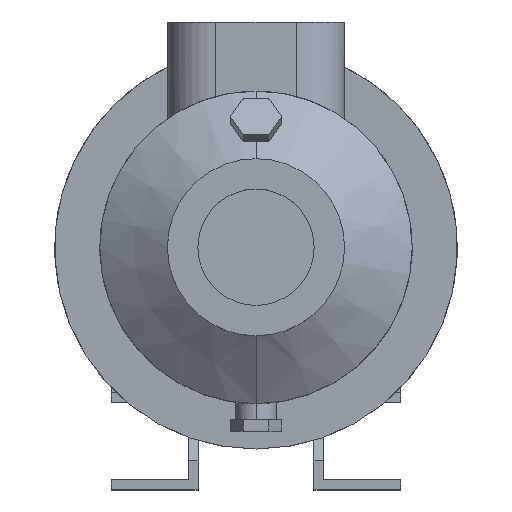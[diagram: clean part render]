
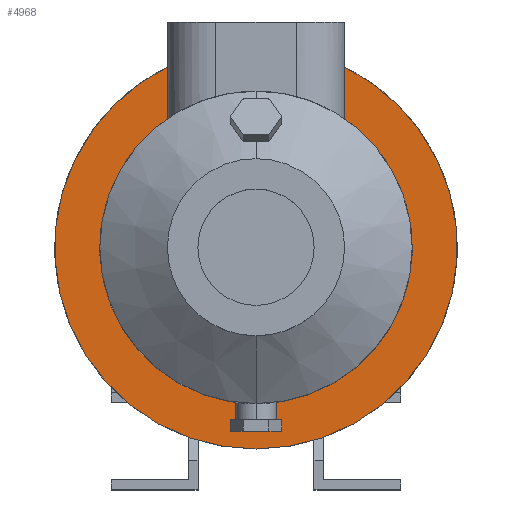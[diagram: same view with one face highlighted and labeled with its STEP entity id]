
A CAD part, top view. The second image highlights one B-rep face of the part: STEP entity #4968.
In plain terms, the highlighted planar face has unit normal (0, 0, 1).
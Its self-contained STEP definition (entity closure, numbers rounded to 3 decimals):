
#55 = DIRECTION ( 'NONE',  ( 0., 1., 0. ) ) ;
#93 = CIRCLE ( 'NONE', #6945, 97. ) ;
#278 = EDGE_CURVE ( 'NONE', #2462, #6243, #3568, .T. ) ;
#477 = CARTESIAN_POINT ( 'NONE',  ( 0., 0., -43. ) ) ;
#578 = CIRCLE ( 'NONE', #8598, 125. ) ;
#793 = VERTEX_POINT ( 'NONE', #3238 ) ;
#884 = VECTOR ( 'NONE', #8420, 1000. ) ;
#978 = CARTESIAN_POINT ( 'NONE',  ( 55., -125.002, -43. ) ) ;
#1486 = CARTESIAN_POINT ( 'NONE',  ( 0., 97., -43. ) ) ;
#1501 = CARTESIAN_POINT ( 'NONE',  ( 0., -97., -43. ) ) ;
#1722 = VERTEX_POINT ( 'NONE', #9095 ) ;
#1819 = AXIS2_PLACEMENT_3D ( 'NONE', #5616, #7389, #10203 ) ;
#2462 = VERTEX_POINT ( 'NONE', #9292 ) ;
#2658 = PLANE ( 'NONE',  #9110 ) ;
#2822 = VECTOR ( 'NONE', #55, 1000. ) ;
#3221 = CARTESIAN_POINT ( 'NONE',  ( 0., 0., -43. ) ) ;
#3238 = CARTESIAN_POINT ( 'NONE',  ( 0., -125., -43. ) ) ;
#3339 = EDGE_CURVE ( 'NONE', #2462, #1722, #11330, .T. ) ;
#3538 = DIRECTION ( 'NONE',  ( 0., 1., 0. ) ) ;
#3568 = CIRCLE ( 'NONE', #8652, 97. ) ;
#3674 = ORIENTED_EDGE ( 'NONE', *, *, #4619, .T. ) ;
#3821 = ORIENTED_EDGE ( 'NONE', *, *, #5879, .T. ) ;
#3829 = CARTESIAN_POINT ( 'NONE',  ( -55., -125.002, -43. ) ) ;
#3863 = EDGE_LOOP ( 'NONE', ( #3873, #7660, #7940, #3821, #3674, #10303 ) ) ;
#3873 = ORIENTED_EDGE ( 'NONE', *, *, #11767, .F. ) ;
#4619 = EDGE_CURVE ( 'NONE', #9896, #4671, #4691, .T. ) ;
#4671 = VERTEX_POINT ( 'NONE', #10440 ) ;
#4691 = LINE ( 'NONE', #3829, #884 ) ;
#4968 = ADVANCED_FACE ( 'NONE', ( #8175 ), #2658, .T. ) ;
#5218 = DIRECTION ( 'NONE',  ( 0., 0., -1. ) ) ;
#5616 = CARTESIAN_POINT ( 'NONE',  ( 0., 0., -43. ) ) ;
#5879 = EDGE_CURVE ( 'NONE', #6243, #9896, #93, .T. ) ;
#6243 = VERTEX_POINT ( 'NONE', #1501 ) ;
#6945 = AXIS2_PLACEMENT_3D ( 'NONE', #10282, #11015, #3538 ) ;
#7108 = DIRECTION ( 'NONE',  ( 0., 1., 0. ) ) ;
#7113 = CIRCLE ( 'NONE', #1819, 125. ) ;
#7389 = DIRECTION ( 'NONE',  ( 0., 0., -1. ) ) ;
#7660 = ORIENTED_EDGE ( 'NONE', *, *, #3339, .F. ) ;
#7936 = EDGE_CURVE ( 'NONE', #793, #4671, #578, .T. ) ;
#7940 = ORIENTED_EDGE ( 'NONE', *, *, #278, .T. ) ;
#8175 = FACE_OUTER_BOUND ( 'NONE', #3863, .T. ) ;
#8420 = DIRECTION ( 'NONE',  ( 0., 1., 0. ) ) ;
#8598 = AXIS2_PLACEMENT_3D ( 'NONE', #477, #5218, #7108 ) ;
#8652 = AXIS2_PLACEMENT_3D ( 'NONE', #3221, #9651, #10755 ) ;
#8730 = CARTESIAN_POINT ( 'NONE',  ( -55., 79.9, -43. ) ) ;
#9095 = CARTESIAN_POINT ( 'NONE',  ( 55., 112.25, -43. ) ) ;
#9110 = AXIS2_PLACEMENT_3D ( 'NONE', #1486, #9945, #11911 ) ;
#9292 = CARTESIAN_POINT ( 'NONE',  ( 55., 79.9, -43. ) ) ;
#9651 = DIRECTION ( 'NONE',  ( 0., 0., -1. ) ) ;
#9896 = VERTEX_POINT ( 'NONE', #8730 ) ;
#9945 = DIRECTION ( 'NONE',  ( 0., 0., 1. ) ) ;
#10203 = DIRECTION ( 'NONE',  ( 0., 1., 0. ) ) ;
#10282 = CARTESIAN_POINT ( 'NONE',  ( 0., 0., -43. ) ) ;
#10303 = ORIENTED_EDGE ( 'NONE', *, *, #7936, .F. ) ;
#10440 = CARTESIAN_POINT ( 'NONE',  ( -55., 112.25, -43. ) ) ;
#10755 = DIRECTION ( 'NONE',  ( 0., 1., 0. ) ) ;
#11015 = DIRECTION ( 'NONE',  ( 0., 0., -1. ) ) ;
#11330 = LINE ( 'NONE', #978, #2822 ) ;
#11767 = EDGE_CURVE ( 'NONE', #1722, #793, #7113, .T. ) ;
#11911 = DIRECTION ( 'NONE',  ( 0., -1., 0. ) ) ;
